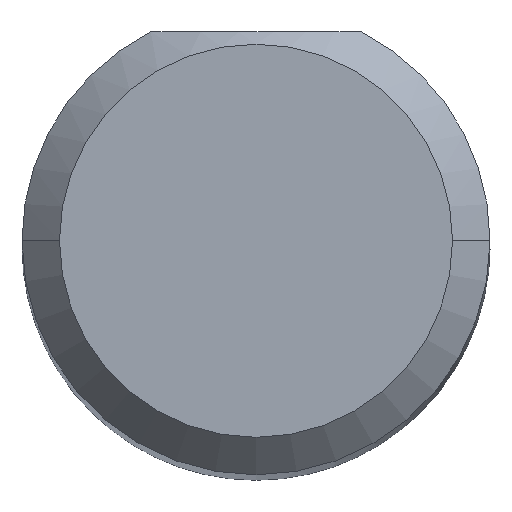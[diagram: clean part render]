
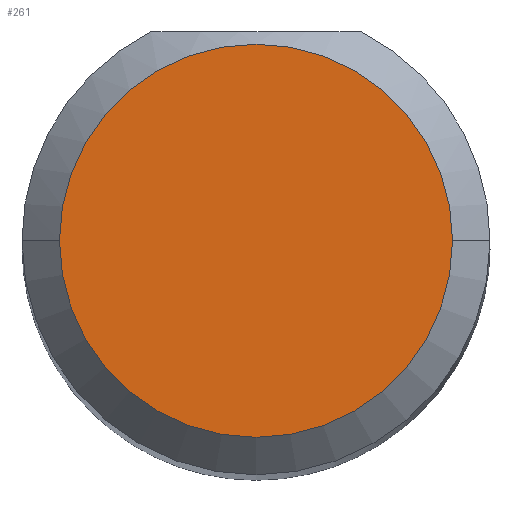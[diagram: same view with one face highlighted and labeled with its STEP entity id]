
A CAD part, top view. The second image highlights one B-rep face of the part: STEP entity #261.
In plain terms, the highlighted planar face has unit normal (0, 0, 1).
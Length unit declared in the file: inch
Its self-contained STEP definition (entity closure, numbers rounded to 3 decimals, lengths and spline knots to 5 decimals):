
#23 = AXIS2_PLACEMENT_3D ( 'NONE', #619, #507, #558 ) ;
#52 = EDGE_CURVE ( 'NONE', #353, #665, #64, .T. ) ;
#64 = CIRCLE ( 'NONE', #72, 0.07875 ) ;
#72 = AXIS2_PLACEMENT_3D ( 'NONE', #382, #576, #218 ) ;
#153 = EDGE_LOOP ( 'NONE', ( #401, #557 ) ) ;
#218 = DIRECTION ( 'NONE',  ( 1., 0., 0. ) ) ;
#235 = CIRCLE ( 'NONE', #23, 0.07875 ) ;
#251 = EDGE_CURVE ( 'NONE', #665, #353, #235, .T. ) ;
#261 = ADVANCED_FACE ( 'NONE', ( #309 ), #454, .T. ) ;
#309 = FACE_OUTER_BOUND ( 'NONE', #153, .T. ) ;
#314 = DIRECTION ( 'NONE',  ( 1., 0., 0. ) ) ;
#328 = CARTESIAN_POINT ( 'NONE',  ( -0.07875, 0., 2. ) ) ;
#343 = AXIS2_PLACEMENT_3D ( 'NONE', #404, #407, #314 ) ;
#353 = VERTEX_POINT ( 'NONE', #328 ) ;
#382 = CARTESIAN_POINT ( 'NONE',  ( 0., 0., 2. ) ) ;
#401 = ORIENTED_EDGE ( 'NONE', *, *, #52, .T. ) ;
#404 = CARTESIAN_POINT ( 'NONE',  ( 0., 0., 2. ) ) ;
#407 = DIRECTION ( 'NONE',  ( 0., 0., 1. ) ) ;
#454 = PLANE ( 'NONE',  #343 ) ;
#507 = DIRECTION ( 'NONE',  ( 0., 0., 1. ) ) ;
#557 = ORIENTED_EDGE ( 'NONE', *, *, #251, .T. ) ;
#558 = DIRECTION ( 'NONE',  ( 1., 0., 0. ) ) ;
#576 = DIRECTION ( 'NONE',  ( 0., 0., 1. ) ) ;
#610 = CARTESIAN_POINT ( 'NONE',  ( 0.07875, 0., 2. ) ) ;
#619 = CARTESIAN_POINT ( 'NONE',  ( 0., 0., 2. ) ) ;
#665 = VERTEX_POINT ( 'NONE', #610 ) ;
